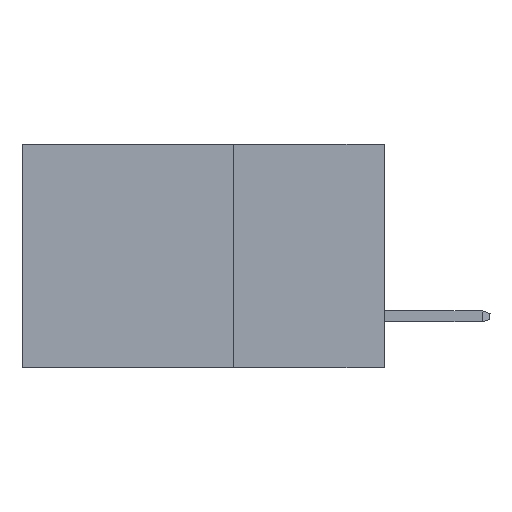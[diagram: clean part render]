
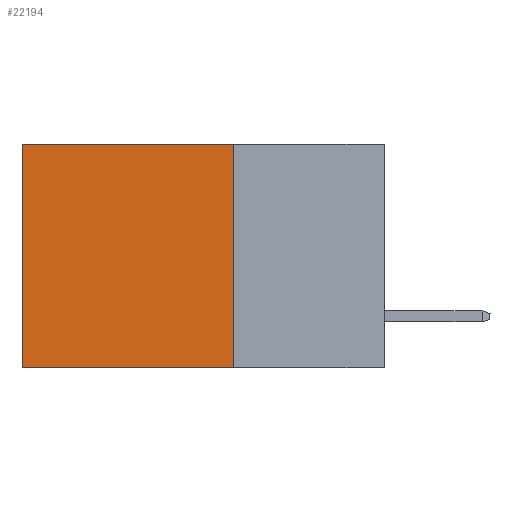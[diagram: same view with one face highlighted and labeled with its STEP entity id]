
A CAD part, left-side view. The second image highlights one B-rep face of the part: STEP entity #22194.
In plain terms, the highlighted planar face has unit normal (-1, 0, 0).
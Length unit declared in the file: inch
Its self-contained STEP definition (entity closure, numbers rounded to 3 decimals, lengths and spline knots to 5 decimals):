
#1112 = AXIS2_PLACEMENT_3D ( 'NONE', #13537, #14912, #1291 ) ;
#1186 = CARTESIAN_POINT ( 'NONE',  ( 0.2615, 0.25, -0.37 ) ) ;
#1291 = DIRECTION ( 'NONE',  ( 0., 0., -1. ) ) ;
#1582 = EDGE_CURVE ( 'NONE', #19532, #14125, #20343, .T. ) ;
#2057 = EDGE_CURVE ( 'NONE', #19032, #14125, #8101, .T. ) ;
#2634 = LINE ( 'NONE', #18513, #4697 ) ;
#3102 = ORIENTED_EDGE ( 'NONE', *, *, #4248, .F. ) ;
#3320 = CARTESIAN_POINT ( 'NONE',  ( 0.2615, 0.6, -0.37 ) ) ;
#4248 = EDGE_CURVE ( 'NONE', #21976, #19532, #6084, .T. ) ;
#4463 = DIRECTION ( 'NONE',  ( 0., 1., 0. ) ) ;
#4581 = DIRECTION ( 'NONE',  ( 0., 0., -1. ) ) ;
#4697 = VECTOR ( 'NONE', #4463, 39.37008 ) ;
#4740 = EDGE_CURVE ( 'NONE', #21976, #19032, #2634, .T. ) ;
#6084 = LINE ( 'NONE', #1186, #7469 ) ;
#6197 = DIRECTION ( 'NONE',  ( 0., 0., -1. ) ) ;
#6759 = DIRECTION ( 'NONE',  ( 0., 1., 0. ) ) ;
#7469 = VECTOR ( 'NONE', #6197, 39.37008 ) ;
#8101 = LINE ( 'NONE', #3320, #17123 ) ;
#9558 = CARTESIAN_POINT ( 'NONE',  ( 0.2615, 0.25, -0.37 ) ) ;
#9915 = ORIENTED_EDGE ( 'NONE', *, *, #1582, .F. ) ;
#11813 = ORIENTED_EDGE ( 'NONE', *, *, #2057, .T. ) ;
#13197 = FACE_OUTER_BOUND ( 'NONE', #16978, .T. ) ;
#13537 = CARTESIAN_POINT ( 'NONE',  ( 0.2615, 0.25, -0.37 ) ) ;
#14125 = VERTEX_POINT ( 'NONE', #21686 ) ;
#14150 = CARTESIAN_POINT ( 'NONE',  ( 0.2615, 0.25, 0. ) ) ;
#14426 = CARTESIAN_POINT ( 'NONE',  ( 0.2615, 0.6, 0. ) ) ;
#14550 = VECTOR ( 'NONE', #6759, 39.37008 ) ;
#14912 = DIRECTION ( 'NONE',  ( 1., 0., 0. ) ) ;
#15018 = PLANE ( 'NONE',  #1112 ) ;
#16735 = CARTESIAN_POINT ( 'NONE',  ( 0.2615, 0.25, -0.37 ) ) ;
#16978 = EDGE_LOOP ( 'NONE', ( #11813, #9915, #3102, #21138 ) ) ;
#17123 = VECTOR ( 'NONE', #4581, 39.37008 ) ;
#18513 = CARTESIAN_POINT ( 'NONE',  ( 0.2615, 0.25, 0. ) ) ;
#19032 = VERTEX_POINT ( 'NONE', #14426 ) ;
#19532 = VERTEX_POINT ( 'NONE', #9558 ) ;
#20343 = LINE ( 'NONE', #16735, #14550 ) ;
#21138 = ORIENTED_EDGE ( 'NONE', *, *, #4740, .T. ) ;
#21686 = CARTESIAN_POINT ( 'NONE',  ( 0.2615, 0.6, -0.37 ) ) ;
#21976 = VERTEX_POINT ( 'NONE', #14150 ) ;
#22194 = ADVANCED_FACE ( 'NONE', ( #13197 ), #15018, .F. ) ;
